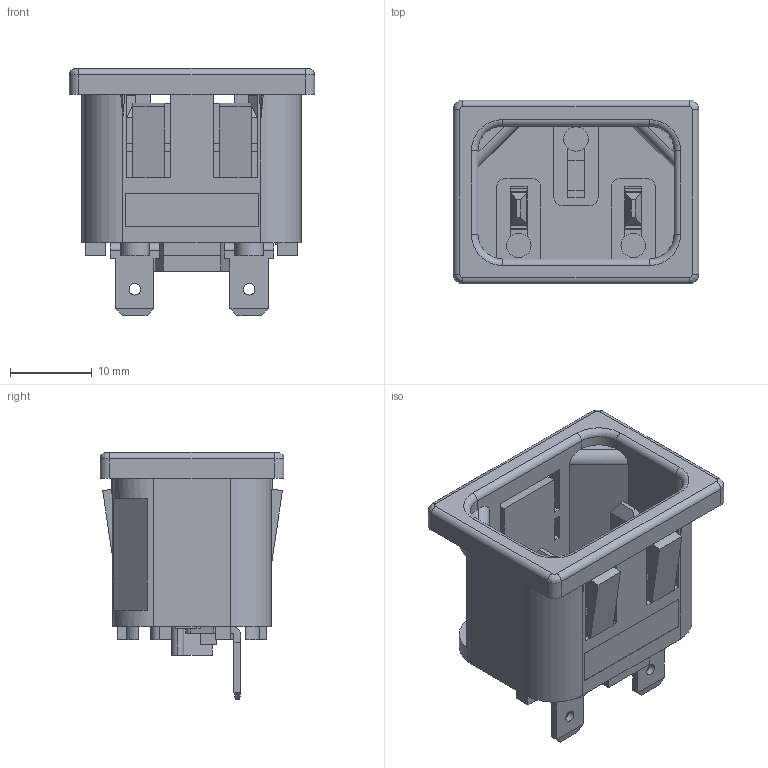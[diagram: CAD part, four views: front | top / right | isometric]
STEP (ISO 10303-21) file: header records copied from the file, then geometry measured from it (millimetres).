
FILE_DESCRIPTION (( 'STEP AP214' ), '1' );
FILE_NAME ('ACM-C8-N10Q4-LC_3D.step', '2023-11-15T16:27:22', ( '' ), ( '' ), 'SwSTEP 2.0', 'SolidWorks 2022', '' );
FILE_SCHEMA (( 'AUTOMOTIVE_DESIGN' ));
Length unit declared in the file: inch
Products named in the file (1): ACM-C8-N10Q4-LC_3D
Bounding box: 30 x 22.5 x 30.22 mm (x, y, z)
Volume: 4726.9 mm3; surface area: 6170.9 mm2
Topology: 5 solids, 5 shells, 368 faces, 1006 edges, 657 vertices
Faces by surface type: plane 280, cylinder 72, bspline 12, torus 4
Entity records: 11910 total; most frequent: CARTESIAN_POINT 2366, ORIENTED_EDGE 2012, DIRECTION 1865, EDGE_CURVE 1006, LINE 831, VECTOR 831, VERTEX_POINT 657, AXIS2_PLACEMENT_3D 517
